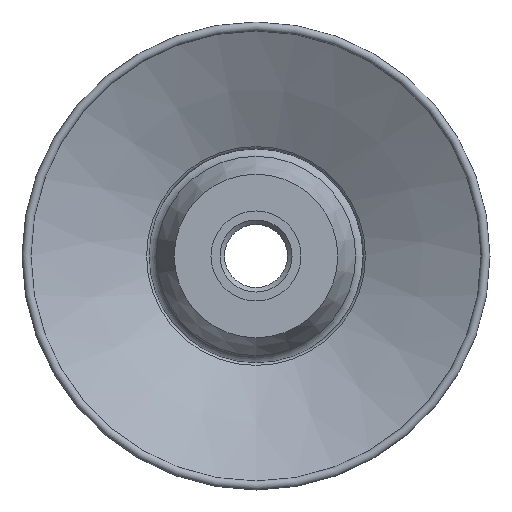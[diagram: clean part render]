
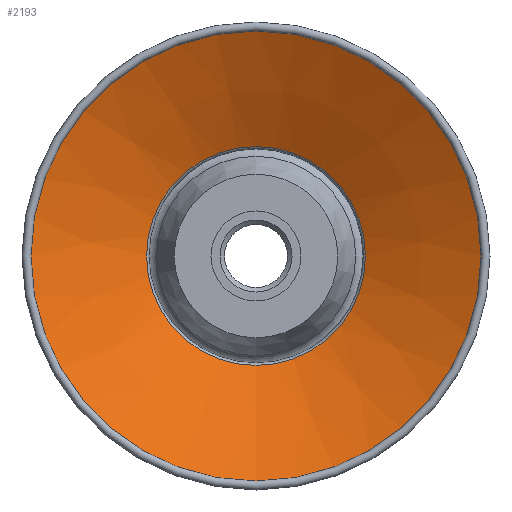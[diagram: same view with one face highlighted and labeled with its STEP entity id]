
A CAD part, front view. The second image highlights one B-rep face of the part: STEP entity #2193.
In plain terms, the highlighted conical face has half-angle 62.634 degrees and reference radius 25 mm.
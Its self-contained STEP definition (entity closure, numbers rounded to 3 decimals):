
#151=CONICAL_SURFACE('',#2426,25.,1.093);
#239=CIRCLE('',#2425,12.159);
#240=CIRCLE('',#2427,25.);
#767=ORIENTED_EDGE('',*,*,#1148,.F.);
#768=ORIENTED_EDGE('',*,*,#1149,.T.);
#1148=EDGE_CURVE('',#1381,#1381,#239,.T.);
#1149=EDGE_CURVE('',#1382,#1382,#240,.T.);
#1381=VERTEX_POINT('',#3845);
#1382=VERTEX_POINT('',#3848);
#1786=EDGE_LOOP('',(#767));
#1787=EDGE_LOOP('',(#768));
#1958=FACE_BOUND('',#1786,.T.);
#1959=FACE_BOUND('',#1787,.T.);
#2193=ADVANCED_FACE('',(#1958,#1959),#151,.F.);
#2425=AXIS2_PLACEMENT_3D('',#3844,#2968,#2969);
#2426=AXIS2_PLACEMENT_3D('',#3846,#2970,#2971);
#2427=AXIS2_PLACEMENT_3D('',#3847,#2972,#2973);
#2968=DIRECTION('',(0.,-1.,0.));
#2969=DIRECTION('',(0.,0.,-1.));
#2970=DIRECTION('',(0.,-1.,0.));
#2971=DIRECTION('',(0.,0.,-1.));
#2972=DIRECTION('',(0.,-1.,0.));
#2973=DIRECTION('',(0.,0.,-1.));
#3844=CARTESIAN_POINT('',(0.,7.137,0.));
#3845=CARTESIAN_POINT('',(0.,7.137,-12.159));
#3846=CARTESIAN_POINT('',(0.,0.491,0.));
#3847=CARTESIAN_POINT('',(0.,0.491,0.));
#3848=CARTESIAN_POINT('',(0.,0.491,-25.));
